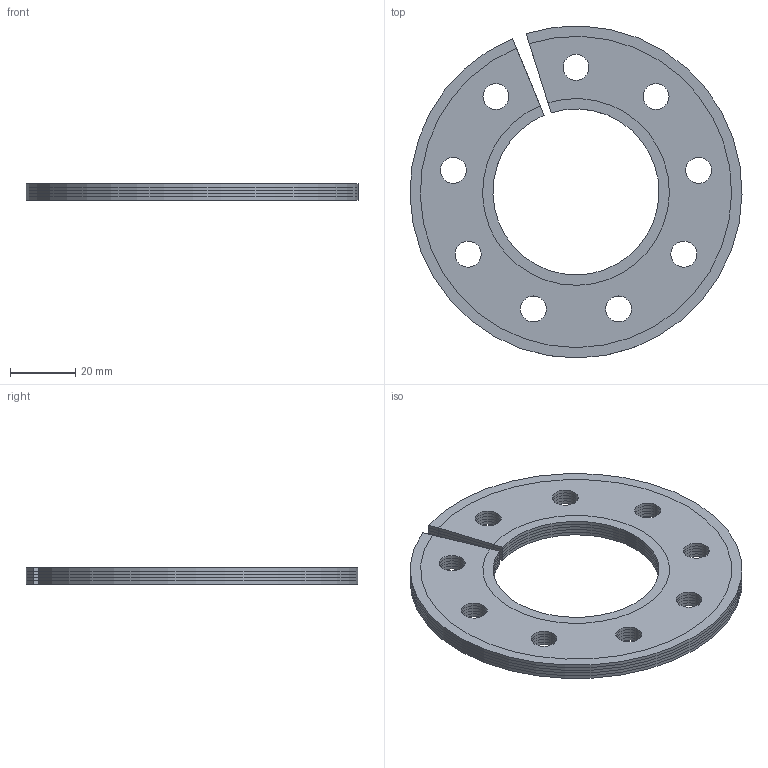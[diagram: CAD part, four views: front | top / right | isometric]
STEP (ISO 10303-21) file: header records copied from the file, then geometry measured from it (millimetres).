
FILE_DESCRIPTION(/* description */ (''),/* implementation_level */ '2;1');
FILE_NAME(/* name */ 'Wheel Spacer - Split.step',/* time_stamp */ '2023-05-22T21:52:27-04:00',/* author */ (''),/* organization */ (''),/* preprocessor_version */ 'ST-DEVELOPER v19.2',/* originating_system */ 'Autodesk Translation Framework v12.4.0.73',/* authorisation */ '');
FILE_SCHEMA (('AUTOMOTIVE_DESIGN { 1 0 10303 214 3 1 1 }'));
Length unit declared in the file: millimetre
Products named in the file (11): Wheel Spacer - Split; Spacer 1in - Split - 1mm; Spacer 1in - Split - 2mm; Spacer 1in - Split - 3mm; Spacer 1in - Split - 4mm; Spacer 1in - Split - 5mm; Spacer 0.75in - Split - 1mm; Spacer 0.75in - Split - 2mm; Spacer 0.75in - Split - 3mm; Spacer 0.75in - Split - 4mm; Spacer 0.75in - Split - 5mm
Assembly tree (10 placements, depth 2):
  Wheel Spacer - Split
    Spacer 1in - Split - 1mm
    Spacer 1in - Split - 2mm
    Spacer 1in - Split - 3mm
    Spacer 1in - Split - 4mm
    Spacer 1in - Split - 5mm
    Spacer 0.75in - Split - 1mm
    Spacer 0.75in - Split - 2mm
    Spacer 0.75in - Split - 3mm
    Spacer 0.75in - Split - 4mm
    Spacer 0.75in - Split - 5mm
Bounding box: 101.57 x 101.56 x 5 mm (x, y, z)
Surface area: 118253.9 mm2
Topology: 10 solids, 10 shells, 150 faces, 390 edges, 260 vertices
Faces by surface type: cylinder 110, plane 40
Full cylindrical faces by diameter (mm): 7.938 x90
Entity records: 5415 total; most frequent: DIRECTION 952, CARTESIAN_POINT 821, ORIENTED_EDGE 780, AXIS2_PLACEMENT_3D 391, EDGE_CURVE 390, EDGE_LOOP 330, VERTEX_POINT 260, CIRCLE 220
